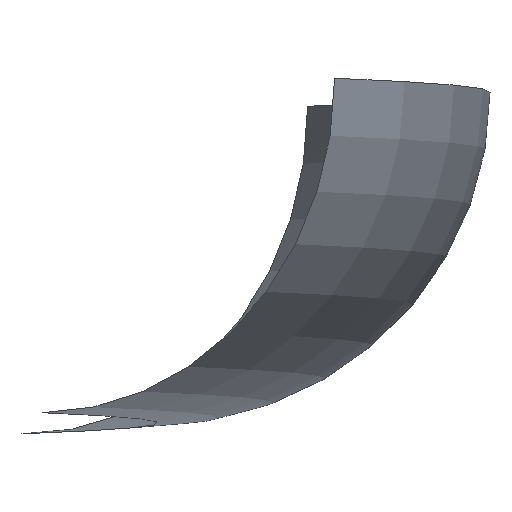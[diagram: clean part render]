
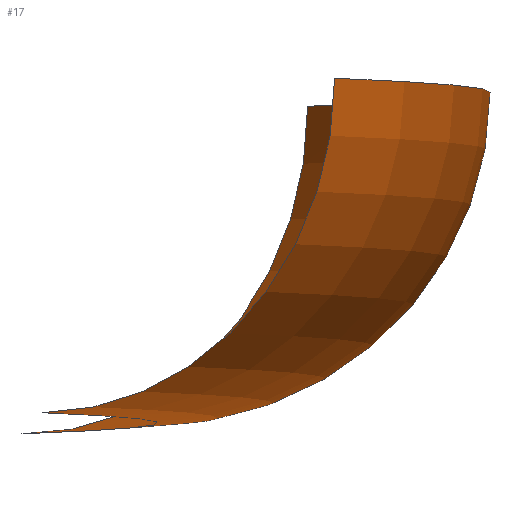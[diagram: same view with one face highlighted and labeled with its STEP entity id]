
A CAD part, left-side view. The second image highlights one B-rep face of the part: STEP entity #17.
In plain terms, the highlighted toroidal (fillet/blend) face has major radius 3 mm and minor radius 1 mm.
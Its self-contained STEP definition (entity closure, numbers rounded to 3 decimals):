
#17 = ADVANCED_FACE('',(#18),#33,.T.);
#18 = FACE_BOUND('',#19,.T.);
#19 = EDGE_LOOP('',(#20,#66,#105,#144));
#20 = ORIENTED_EDGE('',*,*,#21,.F.);
#21 = EDGE_CURVE('',#22,#24,#26,.T.);
#22 = VERTEX_POINT('',#23);
#23 = CARTESIAN_POINT('',(-1.485,0.406,-0.468
    ));
#24 = VERTEX_POINT('',#25);
#25 = CARTESIAN_POINT('',(-1.933,-0.477,0.542
    ));
#26 = SURFACE_CURVE('',#27,(#32),.PCURVE_S1.);
#27 = CIRCLE('',#28,1.);
#28 = AXIS2_PLACEMENT_3D('',#29,#30,#31);
#29 = CARTESIAN_POINT('',(-1.463,0.406,0.532)
  );
#30 = DIRECTION('',(-0.882,0.47,0.019));
#31 = DIRECTION('',(-0.022,0.,
    -1.));
#32 = PCURVE('',#33,#38);
#33 = TOROIDAL_SURFACE('',#34,3.,1.);
#34 = AXIS2_PLACEMENT_3D('',#35,#36,#37);
#35 = CARTESIAN_POINT('',(-0.053,3.053,
    0.502));
#36 = DIRECTION('',(0.022,0.,
    1.));
#37 = DIRECTION('',(0.512,-0.859,-0.011)
  );
#38 = DEFINITIONAL_REPRESENTATION('',(#39),#65);
#39 = B_SPLINE_CURVE_WITH_KNOTS('',3,(#40,#41,#42,#43,#44,#45,#46,#47,
    #48,#49,#50,#51,#52,#53,#54,#55,#56,#57,#58,#59,#60,#61,#62,#63,#64)
  ,.UNSPECIFIED.,.F.,.F.,(4,1,1,1,1,1,1,1,1,1,1,1,1,1,1,1,1,1,1,1,1,1,4)
  ,(0.,0.071,0.143,0.214,0.286,
    0.357,0.428,0.5,0.571,
    0.643,0.714,0.785,0.857,
    0.928,1.,1.071,1.142,
    1.214,1.285,1.357,1.428,
    1.499,1.571),.QUASI_UNIFORM_KNOTS.);
#40 = CARTESIAN_POINT('',(5.256,4.712));
#41 = CARTESIAN_POINT('',(5.256,4.736));
#42 = CARTESIAN_POINT('',(5.256,4.784));
#43 = CARTESIAN_POINT('',(5.256,4.855));
#44 = CARTESIAN_POINT('',(5.256,4.927));
#45 = CARTESIAN_POINT('',(5.256,4.998));
#46 = CARTESIAN_POINT('',(5.256,5.069));
#47 = CARTESIAN_POINT('',(5.256,5.141));
#48 = CARTESIAN_POINT('',(5.256,5.212));
#49 = CARTESIAN_POINT('',(5.256,5.284));
#50 = CARTESIAN_POINT('',(5.256,5.355));
#51 = CARTESIAN_POINT('',(5.256,5.426));
#52 = CARTESIAN_POINT('',(5.256,5.498));
#53 = CARTESIAN_POINT('',(5.256,5.569));
#54 = CARTESIAN_POINT('',(5.256,5.641));
#55 = CARTESIAN_POINT('',(5.256,5.712));
#56 = CARTESIAN_POINT('',(5.256,5.783));
#57 = CARTESIAN_POINT('',(5.256,5.855));
#58 = CARTESIAN_POINT('',(5.256,5.926));
#59 = CARTESIAN_POINT('',(5.256,5.998));
#60 = CARTESIAN_POINT('',(5.256,6.069));
#61 = CARTESIAN_POINT('',(5.256,6.14));
#62 = CARTESIAN_POINT('',(5.256,6.212));
#63 = CARTESIAN_POINT('',(5.256,6.259));
#64 = CARTESIAN_POINT('',(5.256,6.283));
#65 = ( GEOMETRIC_REPRESENTATION_CONTEXT(2) 
PARAMETRIC_REPRESENTATION_CONTEXT() REPRESENTATION_CONTEXT('2D SPACE',''
  ) );
#66 = ORIENTED_EDGE('',*,*,#67,.F.);
#67 = EDGE_CURVE('',#68,#22,#70,.T.);
#68 = VERTEX_POINT('',#69);
#69 = CARTESIAN_POINT('',(1.445,0.467,-0.531)
  );
#70 = SURFACE_CURVE('',#71,(#76),.PCURVE_S1.);
#71 = CIRCLE('',#72,3.);
#72 = AXIS2_PLACEMENT_3D('',#73,#74,#75);
#73 = CARTESIAN_POINT('',(-0.074,3.053,
    -0.498));
#74 = DIRECTION('',(-0.022,0.,
    -1.));
#75 = DIRECTION('',(0.506,-0.862,-0.011)
  );
#76 = PCURVE('',#33,#77);
#77 = DEFINITIONAL_REPRESENTATION('',(#78),#104);
#78 = B_SPLINE_CURVE_WITH_KNOTS('',3,(#79,#80,#81,#82,#83,#84,#85,#86,
    #87,#88,#89,#90,#91,#92,#93,#94,#95,#96,#97,#98,#99,#100,#101,#102,
    #103),.UNSPECIFIED.,.F.,.F.,(4,1,1,1,1,1,1,1,1,1,1,1,1,1,1,1,1,1,1,1
    ,1,1,4),(0.,0.046,0.093,0.139,
    0.186,0.232,0.278,0.325,
    0.371,0.418,0.464,0.51,
    0.557,0.603,0.65,0.696,
    0.742,0.789,0.835,0.882,
    0.928,0.974,1.021),.QUASI_UNIFORM_KNOTS.);
#79 = CARTESIAN_POINT('',(6.277,4.712));
#80 = CARTESIAN_POINT('',(6.262,4.712));
#81 = CARTESIAN_POINT('',(6.231,4.712));
#82 = CARTESIAN_POINT('',(6.184,4.712));
#83 = CARTESIAN_POINT('',(6.138,4.712));
#84 = CARTESIAN_POINT('',(6.091,4.712));
#85 = CARTESIAN_POINT('',(6.045,4.712));
#86 = CARTESIAN_POINT('',(5.999,4.712));
#87 = CARTESIAN_POINT('',(5.952,4.712));
#88 = CARTESIAN_POINT('',(5.906,4.712));
#89 = CARTESIAN_POINT('',(5.859,4.712));
#90 = CARTESIAN_POINT('',(5.813,4.712));
#91 = CARTESIAN_POINT('',(5.767,4.712));
#92 = CARTESIAN_POINT('',(5.72,4.712));
#93 = CARTESIAN_POINT('',(5.674,4.712));
#94 = CARTESIAN_POINT('',(5.627,4.712));
#95 = CARTESIAN_POINT('',(5.581,4.712));
#96 = CARTESIAN_POINT('',(5.535,4.712));
#97 = CARTESIAN_POINT('',(5.488,4.712));
#98 = CARTESIAN_POINT('',(5.442,4.712));
#99 = CARTESIAN_POINT('',(5.395,4.712));
#100 = CARTESIAN_POINT('',(5.349,4.712));
#101 = CARTESIAN_POINT('',(5.303,4.712));
#102 = CARTESIAN_POINT('',(5.272,4.712));
#103 = CARTESIAN_POINT('',(5.256,4.712));
#104 = ( GEOMETRIC_REPRESENTATION_CONTEXT(2) 
PARAMETRIC_REPRESENTATION_CONTEXT() REPRESENTATION_CONTEXT('2D SPACE',''
  ) );
#105 = ORIENTED_EDGE('',*,*,#106,.F.);
#106 = EDGE_CURVE('',#107,#68,#109,.T.);
#107 = VERTEX_POINT('',#108);
#108 = CARTESIAN_POINT('',(1.973,-0.396,0.457
    ));
#109 = SURFACE_CURVE('',#110,(#115),.PCURVE_S1.);
#110 = CIRCLE('',#111,1.);
#111 = AXIS2_PLACEMENT_3D('',#112,#113,#114);
#112 = CARTESIAN_POINT('',(1.467,0.467,0.468)
  );
#113 = DIRECTION('',(0.862,0.507,-0.019));
#114 = DIRECTION('',(0.506,-0.862,-0.011)
  );
#115 = PCURVE('',#33,#116);
#116 = DEFINITIONAL_REPRESENTATION('',(#117),#143);
#117 = B_SPLINE_CURVE_WITH_KNOTS('',3,(#118,#119,#120,#121,#122,#123,
    #124,#125,#126,#127,#128,#129,#130,#131,#132,#133,#134,#135,#136,
    #137,#138,#139,#140,#141,#142),.UNSPECIFIED.,.F.,.F.,(4,1,1,1,1,1,1,
    1,1,1,1,1,1,1,1,1,1,1,1,1,1,1,4),(0.,0.071,
    0.143,0.214,0.286,0.357,
    0.428,0.5,0.571,0.643,
    0.714,0.785,0.857,0.928,
    1.,1.071,1.142,1.214,
    1.285,1.357,1.428,1.499,
    1.571),.QUASI_UNIFORM_KNOTS.);
#118 = CARTESIAN_POINT('',(6.277,6.283));
#119 = CARTESIAN_POINT('',(6.277,6.259));
#120 = CARTESIAN_POINT('',(6.277,6.212));
#121 = CARTESIAN_POINT('',(6.277,6.14));
#122 = CARTESIAN_POINT('',(6.277,6.069));
#123 = CARTESIAN_POINT('',(6.277,5.998));
#124 = CARTESIAN_POINT('',(6.277,5.926));
#125 = CARTESIAN_POINT('',(6.277,5.855));
#126 = CARTESIAN_POINT('',(6.277,5.783));
#127 = CARTESIAN_POINT('',(6.277,5.712));
#128 = CARTESIAN_POINT('',(6.277,5.641));
#129 = CARTESIAN_POINT('',(6.277,5.569));
#130 = CARTESIAN_POINT('',(6.277,5.498));
#131 = CARTESIAN_POINT('',(6.277,5.426));
#132 = CARTESIAN_POINT('',(6.277,5.355));
#133 = CARTESIAN_POINT('',(6.277,5.284));
#134 = CARTESIAN_POINT('',(6.277,5.212));
#135 = CARTESIAN_POINT('',(6.277,5.141));
#136 = CARTESIAN_POINT('',(6.277,5.069));
#137 = CARTESIAN_POINT('',(6.277,4.998));
#138 = CARTESIAN_POINT('',(6.277,4.927));
#139 = CARTESIAN_POINT('',(6.277,4.855));
#140 = CARTESIAN_POINT('',(6.277,4.784));
#141 = CARTESIAN_POINT('',(6.277,4.736));
#142 = CARTESIAN_POINT('',(6.277,4.712));
#143 = ( GEOMETRIC_REPRESENTATION_CONTEXT(2) 
PARAMETRIC_REPRESENTATION_CONTEXT() REPRESENTATION_CONTEXT('2D SPACE',''
  ) );
#144 = ORIENTED_EDGE('',*,*,#145,.F.);
#145 = EDGE_CURVE('',#24,#107,#146,.T.);
#146 = SURFACE_CURVE('',#147,(#152),.PCURVE_S1.);
#147 = CIRCLE('',#148,4.);
#148 = AXIS2_PLACEMENT_3D('',#149,#150,#151);
#149 = CARTESIAN_POINT('',(-0.053,3.053,
    0.502));
#150 = DIRECTION('',(0.022,0.,
    1.));
#151 = DIRECTION('',(-0.47,-0.883,0.01)
  );
#152 = PCURVE('',#33,#153);
#153 = DEFINITIONAL_REPRESENTATION('',(#154),#180);
#154 = B_SPLINE_CURVE_WITH_KNOTS('',3,(#155,#156,#157,#158,#159,#160,
    #161,#162,#163,#164,#165,#166,#167,#168,#169,#170,#171,#172,#173,
    #174,#175,#176,#177,#178,#179),.UNSPECIFIED.,.F.,.F.,(4,1,1,1,1,1,1,
    1,1,1,1,1,1,1,1,1,1,1,1,1,1,1,4),(0.,0.046,
    0.093,0.139,0.186,0.232,
    0.278,0.325,0.371,0.418,
    0.464,0.51,0.557,0.603,
    0.65,0.696,0.742,0.789,
    0.835,0.882,0.928,0.974,
    1.021),.QUASI_UNIFORM_KNOTS.);
#155 = CARTESIAN_POINT('',(5.256,6.283));
#156 = CARTESIAN_POINT('',(5.272,6.283));
#157 = CARTESIAN_POINT('',(5.303,6.283));
#158 = CARTESIAN_POINT('',(5.349,6.283));
#159 = CARTESIAN_POINT('',(5.395,6.283));
#160 = CARTESIAN_POINT('',(5.442,6.283));
#161 = CARTESIAN_POINT('',(5.488,6.283));
#162 = CARTESIAN_POINT('',(5.535,6.283));
#163 = CARTESIAN_POINT('',(5.581,6.283));
#164 = CARTESIAN_POINT('',(5.627,6.283));
#165 = CARTESIAN_POINT('',(5.674,6.283));
#166 = CARTESIAN_POINT('',(5.72,6.283));
#167 = CARTESIAN_POINT('',(5.767,6.283));
#168 = CARTESIAN_POINT('',(5.813,6.283));
#169 = CARTESIAN_POINT('',(5.859,6.283));
#170 = CARTESIAN_POINT('',(5.906,6.283));
#171 = CARTESIAN_POINT('',(5.952,6.283));
#172 = CARTESIAN_POINT('',(5.999,6.283));
#173 = CARTESIAN_POINT('',(6.045,6.283));
#174 = CARTESIAN_POINT('',(6.091,6.283));
#175 = CARTESIAN_POINT('',(6.138,6.283));
#176 = CARTESIAN_POINT('',(6.184,6.283));
#177 = CARTESIAN_POINT('',(6.231,6.283));
#178 = CARTESIAN_POINT('',(6.262,6.283));
#179 = CARTESIAN_POINT('',(6.277,6.283));
#180 = ( GEOMETRIC_REPRESENTATION_CONTEXT(2) 
PARAMETRIC_REPRESENTATION_CONTEXT() REPRESENTATION_CONTEXT('2D SPACE',''
  ) );
